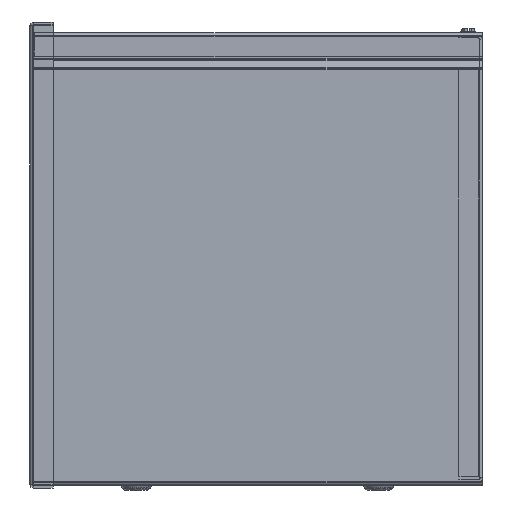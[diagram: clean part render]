
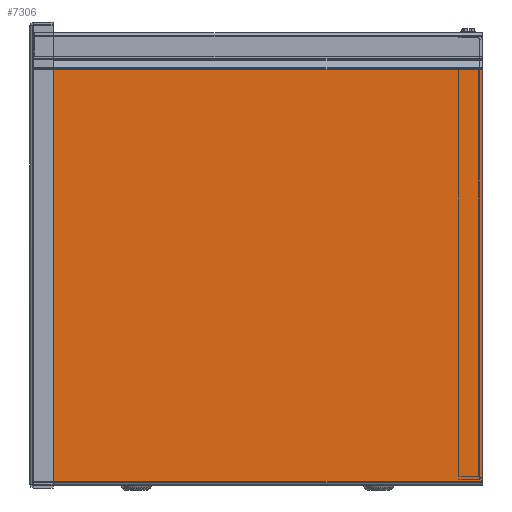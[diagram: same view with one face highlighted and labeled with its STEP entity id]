
A CAD part, left-side view. The second image highlights one B-rep face of the part: STEP entity #7306.
In plain terms, the highlighted planar face has unit normal (-1, 0, 0).
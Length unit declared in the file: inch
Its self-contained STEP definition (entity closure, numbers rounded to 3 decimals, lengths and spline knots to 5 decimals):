
#526=LINE('',#10739,#1059);
#529=LINE('',#10745,#1062);
#537=LINE('',#10768,#1070);
#538=LINE('',#10772,#1071);
#1059=VECTOR('',#8744,12.0625);
#1062=VECTOR('',#8749,11.04841);
#1070=VECTOR('',#8781,12.0625);
#1071=VECTOR('',#8788,11.04841);
#1571=PLANE('',#7814);
#1914=FACE_OUTER_BOUND('',#2380,.T.);
#2380=EDGE_LOOP('',(#5024,#5025,#5026,#5027));
#3149=VERTEX_POINT('',#10727);
#3150=VERTEX_POINT('',#10731);
#3152=VERTEX_POINT('',#10743);
#3155=VERTEX_POINT('',#10767);
#3845=EDGE_CURVE('',#3149,#3150,#526,.T.);
#3848=EDGE_CURVE('',#3152,#3150,#529,.T.);
#3860=EDGE_CURVE('',#3152,#3155,#537,.T.);
#3863=EDGE_CURVE('',#3149,#3155,#538,.T.);
#5024=ORIENTED_EDGE('',*,*,#3845,.T.);
#5025=ORIENTED_EDGE('',*,*,#3848,.F.);
#5026=ORIENTED_EDGE('',*,*,#3860,.T.);
#5027=ORIENTED_EDGE('',*,*,#3863,.F.);
#7306=ADVANCED_FACE('',(#1914),#1571,.F.);
#7814=AXIS2_PLACEMENT_3D('',#10780,#8800,#8801);
#8744=DIRECTION('',(0.,1.,0.));
#8749=DIRECTION('',(0.,0.,1.));
#8781=DIRECTION('',(0.,-1.,0.));
#8788=DIRECTION('',(0.,0.,-1.));
#8800=DIRECTION('center_axis',(1.,0.,0.));
#8801=DIRECTION('ref_axis',(0.,0.,-1.));
#10727=CARTESIAN_POINT('',(-30.0625,-6.03125,11.15366));
#10731=CARTESIAN_POINT('',(-30.0625,6.03125,11.15366));
#10739=CARTESIAN_POINT('',(-30.0625,3.01563,11.15366));
#10743=CARTESIAN_POINT('',(-30.0625,6.03125,0.10525));
#10745=CARTESIAN_POINT('',(-30.0625,6.03125,0.10525));
#10767=CARTESIAN_POINT('',(-30.0625,-6.03125,0.10525));
#10768=CARTESIAN_POINT('',(-30.0625,0.,0.10525));
#10772=CARTESIAN_POINT('',(-30.0625,-6.03125,-0.04012));
#10780=CARTESIAN_POINT('Origin',(-30.0625,0.,5.60378));
